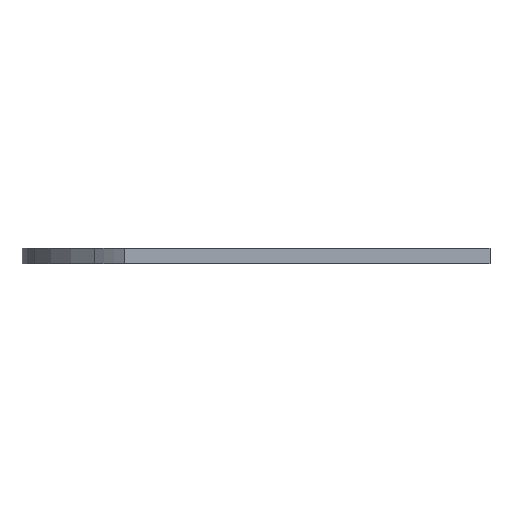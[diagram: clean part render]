
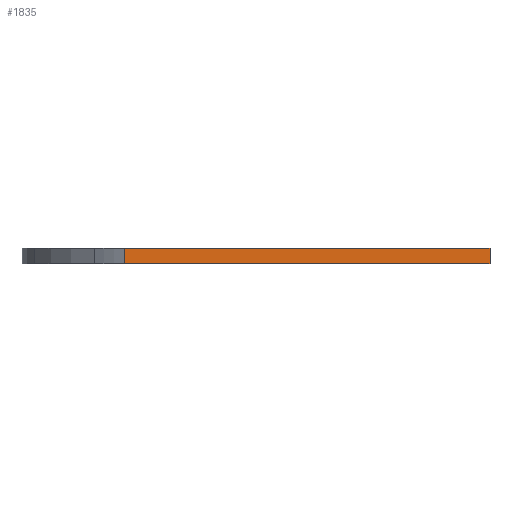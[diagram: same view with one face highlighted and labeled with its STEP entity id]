
A CAD part, front view. The second image highlights one B-rep face of the part: STEP entity #1835.
In plain terms, the highlighted planar face has unit normal (0, -1, 0).
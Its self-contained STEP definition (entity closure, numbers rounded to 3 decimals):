
#44 = PLANE('',#45);
#45 = AXIS2_PLACEMENT_3D('',#46,#47,#48);
#46 = CARTESIAN_POINT('',(-64.019,0.213,0.));
#47 = DIRECTION('',(-0.,-0.,-1.));
#48 = DIRECTION('',(-1.,0.,0.));
#100 = PLANE('',#101);
#101 = AXIS2_PLACEMENT_3D('',#102,#103,#104);
#102 = CARTESIAN_POINT('',(-64.019,0.213,5.));
#103 = DIRECTION('',(-0.,-0.,-1.));
#104 = DIRECTION('',(-1.,0.,0.));
#480 = VERTEX_POINT('',#481);
#481 = CARTESIAN_POINT('',(0.,-55.65,0.));
#495 = PLANE('',#496);
#496 = AXIS2_PLACEMENT_3D('',#497,#498,#499);
#497 = CARTESIAN_POINT('',(0.,67.42,0.));
#498 = DIRECTION('',(1.,0.,0.));
#499 = DIRECTION('',(0.,-1.,0.));
#507 = EDGE_CURVE('',#480,#508,#510,.T.);
#508 = VERTEX_POINT('',#509);
#509 = CARTESIAN_POINT('',(-117.94,-55.65,0.));
#510 = SURFACE_CURVE('',#511,(#515,#522),.PCURVE_S1.);
#511 = LINE('',#512,#513);
#512 = CARTESIAN_POINT('',(0.,-55.65,0.));
#513 = VECTOR('',#514,1.);
#514 = DIRECTION('',(-1.,0.,0.));
#515 = PCURVE('',#44,#516);
#516 = DEFINITIONAL_REPRESENTATION('',(#517),#521);
#517 = LINE('',#518,#519);
#518 = CARTESIAN_POINT('',(-64.019,-55.863));
#519 = VECTOR('',#520,1.);
#520 = DIRECTION('',(1.,0.));
#521 = ( GEOMETRIC_REPRESENTATION_CONTEXT(2) 
PARAMETRIC_REPRESENTATION_CONTEXT() REPRESENTATION_CONTEXT('2D SPACE',''
  ) );
#522 = PCURVE('',#523,#528);
#523 = PLANE('',#524);
#524 = AXIS2_PLACEMENT_3D('',#525,#526,#527);
#525 = CARTESIAN_POINT('',(0.,-55.65,0.));
#526 = DIRECTION('',(0.,-1.,0.));
#527 = DIRECTION('',(-1.,0.,0.));
#528 = DEFINITIONAL_REPRESENTATION('',(#529),#533);
#529 = LINE('',#530,#531);
#530 = CARTESIAN_POINT('',(0.,-0.));
#531 = VECTOR('',#532,1.);
#532 = DIRECTION('',(1.,0.));
#533 = ( GEOMETRIC_REPRESENTATION_CONTEXT(2) 
PARAMETRIC_REPRESENTATION_CONTEXT() REPRESENTATION_CONTEXT('2D SPACE',''
  ) );
#556 = CYLINDRICAL_SURFACE('',#557,60.98);
#557 = AXIS2_PLACEMENT_3D('',#558,#559,#560);
#558 = CARTESIAN_POINT('',(-88.857,-2.052,0.));
#559 = DIRECTION('',(-0.,-0.,-1.));
#560 = DIRECTION('',(1.,0.,0.));
#1311 = VERTEX_POINT('',#1312);
#1312 = CARTESIAN_POINT('',(0.,-55.65,5.));
#1333 = EDGE_CURVE('',#1311,#1334,#1336,.T.);
#1334 = VERTEX_POINT('',#1335);
#1335 = CARTESIAN_POINT('',(-117.94,-55.65,5.));
#1336 = SURFACE_CURVE('',#1337,(#1341,#1348),.PCURVE_S1.);
#1337 = LINE('',#1338,#1339);
#1338 = CARTESIAN_POINT('',(0.,-55.65,5.));
#1339 = VECTOR('',#1340,1.);
#1340 = DIRECTION('',(-1.,0.,0.));
#1341 = PCURVE('',#100,#1342);
#1342 = DEFINITIONAL_REPRESENTATION('',(#1343),#1347);
#1343 = LINE('',#1344,#1345);
#1344 = CARTESIAN_POINT('',(-64.019,-55.863));
#1345 = VECTOR('',#1346,1.);
#1346 = DIRECTION('',(1.,0.));
#1347 = ( GEOMETRIC_REPRESENTATION_CONTEXT(2) 
PARAMETRIC_REPRESENTATION_CONTEXT() REPRESENTATION_CONTEXT('2D SPACE',''
  ) );
#1348 = PCURVE('',#523,#1349);
#1349 = DEFINITIONAL_REPRESENTATION('',(#1350),#1354);
#1350 = LINE('',#1351,#1352);
#1351 = CARTESIAN_POINT('',(0.,-5.));
#1352 = VECTOR('',#1353,1.);
#1353 = DIRECTION('',(1.,0.));
#1354 = ( GEOMETRIC_REPRESENTATION_CONTEXT(2) 
PARAMETRIC_REPRESENTATION_CONTEXT() REPRESENTATION_CONTEXT('2D SPACE',''
  ) );
#1814 = EDGE_CURVE('',#508,#1334,#1815,.T.);
#1815 = SURFACE_CURVE('',#1816,(#1820,#1827),.PCURVE_S1.);
#1816 = LINE('',#1817,#1818);
#1817 = CARTESIAN_POINT('',(-117.94,-55.65,0.));
#1818 = VECTOR('',#1819,1.);
#1819 = DIRECTION('',(0.,0.,1.));
#1820 = PCURVE('',#556,#1821);
#1821 = DEFINITIONAL_REPRESENTATION('',(#1822),#1826);
#1822 = LINE('',#1823,#1824);
#1823 = CARTESIAN_POINT('',(-4.215,0.));
#1824 = VECTOR('',#1825,1.);
#1825 = DIRECTION('',(-0.,-1.));
#1826 = ( GEOMETRIC_REPRESENTATION_CONTEXT(2) 
PARAMETRIC_REPRESENTATION_CONTEXT() REPRESENTATION_CONTEXT('2D SPACE',''
  ) );
#1827 = PCURVE('',#523,#1828);
#1828 = DEFINITIONAL_REPRESENTATION('',(#1829),#1833);
#1829 = LINE('',#1830,#1831);
#1830 = CARTESIAN_POINT('',(117.94,0.));
#1831 = VECTOR('',#1832,1.);
#1832 = DIRECTION('',(0.,-1.));
#1833 = ( GEOMETRIC_REPRESENTATION_CONTEXT(2) 
PARAMETRIC_REPRESENTATION_CONTEXT() REPRESENTATION_CONTEXT('2D SPACE',''
  ) );
#1835 = ADVANCED_FACE('',(#1836),#523,.T.);
#1836 = FACE_BOUND('',#1837,.T.);
#1837 = EDGE_LOOP('',(#1838,#1859,#1860,#1861));
#1838 = ORIENTED_EDGE('',*,*,#1839,.T.);
#1839 = EDGE_CURVE('',#480,#1311,#1840,.T.);
#1840 = SURFACE_CURVE('',#1841,(#1845,#1852),.PCURVE_S1.);
#1841 = LINE('',#1842,#1843);
#1842 = CARTESIAN_POINT('',(0.,-55.65,0.));
#1843 = VECTOR('',#1844,1.);
#1844 = DIRECTION('',(0.,0.,1.));
#1845 = PCURVE('',#523,#1846);
#1846 = DEFINITIONAL_REPRESENTATION('',(#1847),#1851);
#1847 = LINE('',#1848,#1849);
#1848 = CARTESIAN_POINT('',(0.,-0.));
#1849 = VECTOR('',#1850,1.);
#1850 = DIRECTION('',(0.,-1.));
#1851 = ( GEOMETRIC_REPRESENTATION_CONTEXT(2) 
PARAMETRIC_REPRESENTATION_CONTEXT() REPRESENTATION_CONTEXT('2D SPACE',''
  ) );
#1852 = PCURVE('',#495,#1853);
#1853 = DEFINITIONAL_REPRESENTATION('',(#1854),#1858);
#1854 = LINE('',#1855,#1856);
#1855 = CARTESIAN_POINT('',(123.07,0.));
#1856 = VECTOR('',#1857,1.);
#1857 = DIRECTION('',(0.,-1.));
#1858 = ( GEOMETRIC_REPRESENTATION_CONTEXT(2) 
PARAMETRIC_REPRESENTATION_CONTEXT() REPRESENTATION_CONTEXT('2D SPACE',''
  ) );
#1859 = ORIENTED_EDGE('',*,*,#1333,.T.);
#1860 = ORIENTED_EDGE('',*,*,#1814,.F.);
#1861 = ORIENTED_EDGE('',*,*,#507,.F.);
